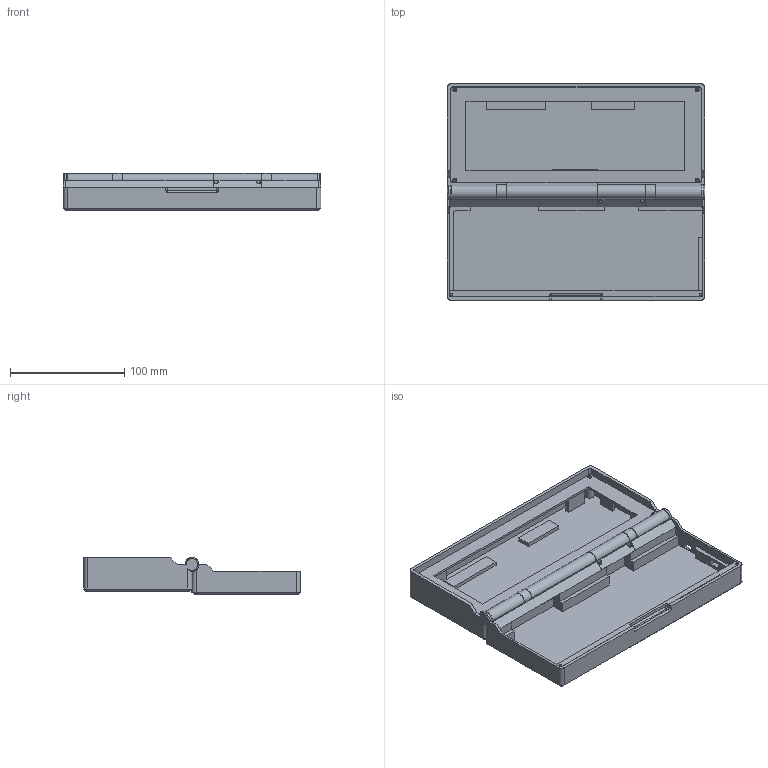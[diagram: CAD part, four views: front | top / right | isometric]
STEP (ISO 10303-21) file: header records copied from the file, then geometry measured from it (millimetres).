
FILE_DESCRIPTION(/* description */ (''),/* implementation_level */ '2;1');
FILE_NAME(/* name */ 'penkesu.computer-chassis.step',/* time_stamp */ '2022-02-13T17:43:36+09:00',/* author */ (''),/* organization */ (''),/* preprocessor_version */ 'ST-DEVELOPER v18.1',/* originating_system */ 'Autodesk Translation Framework v10.13.0.1454',/* authorisation */ '');
FILE_SCHEMA (('AUTOMOTIVE_DESIGN { 1 0 10303 214 3 1 1 }'));
Length unit declared in the file: millimetre
Products named in the file (3): penkesu-chassis; penkesu-chassis_1; penkesu-screen
Assembly tree (2 placements, depth 2):
  penkesu-chassis
    penkesu-chassis_1
    penkesu-screen
Bounding box: 225.6 x 189.9 x 32.58 mm (x, y, z)
Volume: 310748.3 mm3; surface area: 186649.6 mm2
Topology: 7 solids, 7 shells, 339 faces, 881 edges, 578 vertices
Faces by surface type: plane 244, cylinder 82, cone 11, sphere 2
Full cylindrical faces by diameter (mm): 2 x8, 3.5 x14, 6 x2
Entity records: 10470 total; most frequent: CARTESIAN_POINT 1868, ORIENTED_EDGE 1762, DIRECTION 1740, EDGE_CURVE 881, LINE 688, VECTOR 688, VERTEX_POINT 578, AXIS2_PLACEMENT_3D 526
